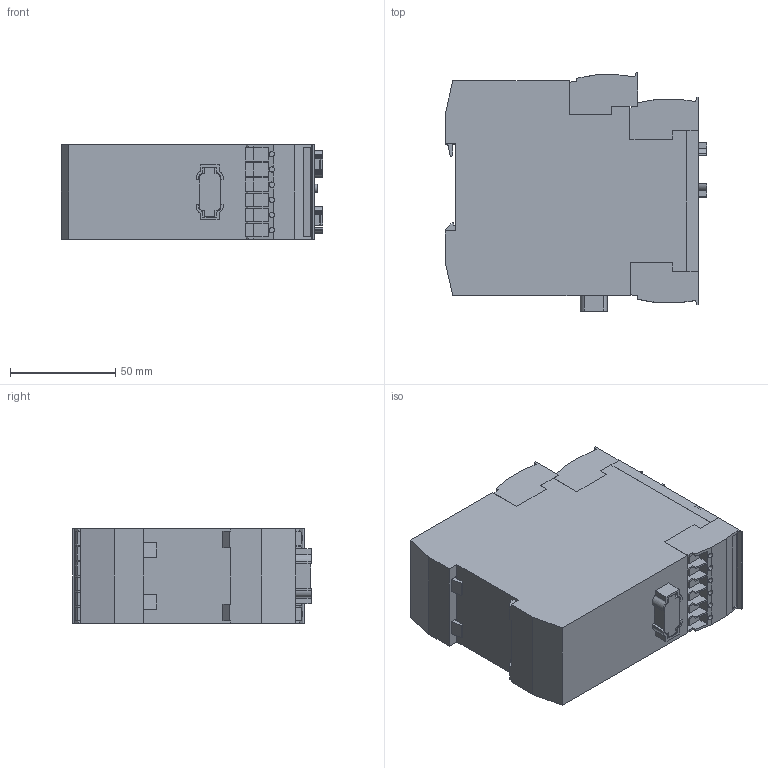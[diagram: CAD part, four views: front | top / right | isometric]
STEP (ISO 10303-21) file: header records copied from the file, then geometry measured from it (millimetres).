
FILE_DESCRIPTION (( 'STEP AP214' ), '1' );
FILE_NAME ('3RK3131-2AC10.STEP', '2011-02-23T15:55:04', ( 'Uwe Förster' ), ( 'Siemens and Partners' ), 'SwSTEP 2.0', 'SolidWorks 2011', '' );
FILE_SCHEMA (( 'AUTOMOTIVE_DESIGN' ));
Length unit declared in the file: millimetre
Products named in the file (1): 3RK3131-2AC10
Bounding box: 124 x 113 x 45 mm (x, y, z)
Volume: 519909.3 mm3; surface area: 61056.4 mm2
Topology: 1 solids, 1 shells, 1725 faces, 4685 edges, 3111 vertices
Faces by surface type: plane 1229, bspline 460, cylinder 36
Entity records: 91911 total; most frequent: CARTESIAN_POINT 33595, ORIENTED_EDGE 9370, DIRECTION 6159, EDGE_CURVE 4685, VECTOR 3519, LINE 3519, VERTEX_POINT 3111, EDGE_LOOP 1882
